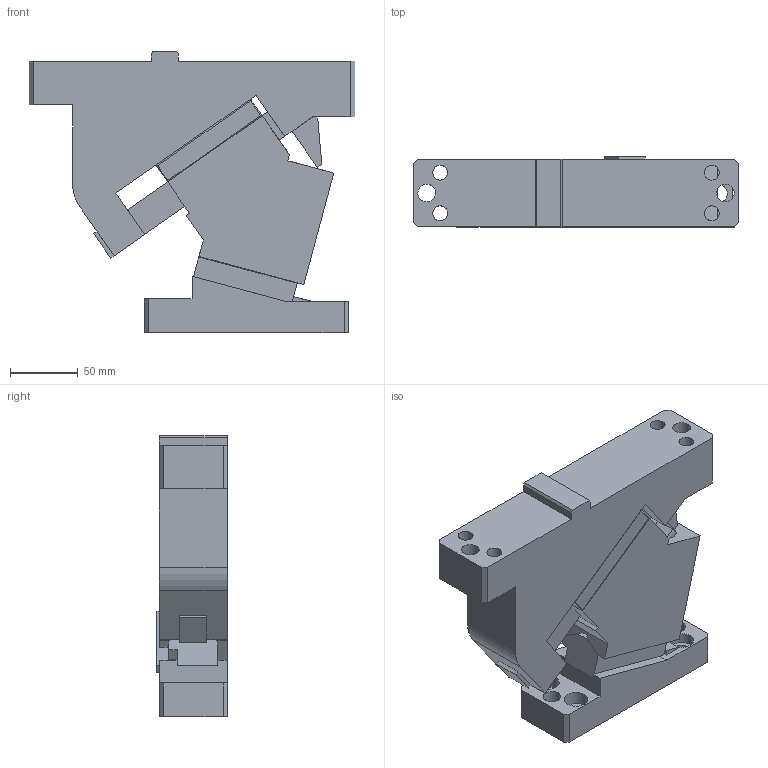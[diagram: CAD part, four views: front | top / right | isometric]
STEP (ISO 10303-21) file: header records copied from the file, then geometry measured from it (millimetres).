
FILE_DESCRIPTION(('CATIA V5 STEP Exchange'),'2;1');
FILE_NAME('CACC_50_15.stp','2015-04-21T10:28:39+00:00',('none'),('none'),'CATIA Version 5 Release 19 SP 2 (IN-10)','CATIA V5 STEP AP203','none');
FILE_SCHEMA(('CONFIG_CONTROL_DESIGN'));
Length unit declared in the file: millimetre
Products named in the file (1): CACC_50_15
Bounding box: 240 x 52 x 207.5 mm (x, y, z)
Volume: 1422963.5 mm3; surface area: 182344 mm2
Topology: 3 solids, 5 shells, 210 faces, 608 edges, 406 vertices
Faces by surface type: plane 147, cylinder 61, cone 2
Entity records: 7541 total; most frequent: CARTESIAN_POINT 2506, ORIENTED_EDGE 1212, DIRECTION 729, EDGE_CURVE 606, VERTEX_POINT 406, VECTOR 304, LINE 304, AXIS2_PLACEMENT_3D 243
